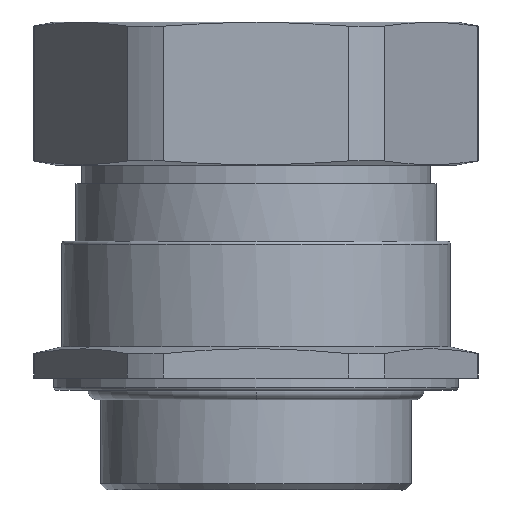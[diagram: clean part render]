
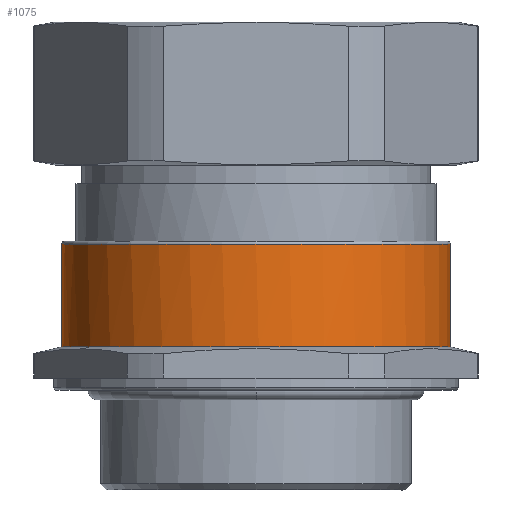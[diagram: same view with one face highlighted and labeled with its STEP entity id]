
A CAD part, left-side view. The second image highlights one B-rep face of the part: STEP entity #1075.
In plain terms, the highlighted cylindrical face has radius 31.25 mm (diameter 62.5 mm), a partial arc.
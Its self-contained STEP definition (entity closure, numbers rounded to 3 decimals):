
#307=AXIS2_PLACEMENT_3D('Circle Axis2P3D',#305,#306,$) ;
#400=AXIS2_PLACEMENT_3D('Circle Axis2P3D',#398,#399,$) ;
#1047=AXIS2_PLACEMENT_3D('Cylinder Axis2P3D',#1044,#1045,#1046) ;
#1065=AXIS2_PLACEMENT_3D('Circle Axis2P3D',#1063,#1064,$) ;
#302=CARTESIAN_POINT('Vertex',(32.5,4.5,22.999)) ;
#305=CARTESIAN_POINT('Axis2P3D Location',(32.5,35.75,22.999)) ;
#309=CARTESIAN_POINT('Vertex',(16.241,62.437,22.999)) ;
#398=CARTESIAN_POINT('Axis2P3D Location',(32.5,35.75,22.999)) ;
#402=CARTESIAN_POINT('Vertex',(32.5,67.,22.999)) ;
#1044=CARTESIAN_POINT('Axis2P3D Location',(32.5,35.75,31.499)) ;
#1049=CARTESIAN_POINT('Line Origine',(32.5,67.,31.499)) ;
#1053=CARTESIAN_POINT('Vertex',(32.5,67.,39.499)) ;
#1056=CARTESIAN_POINT('Line Origine',(32.5,4.5,31.499)) ;
#1060=CARTESIAN_POINT('Vertex',(32.5,4.5,39.499)) ;
#1063=CARTESIAN_POINT('Axis2P3D Location',(32.5,35.75,39.499)) ;
#306=DIRECTION('Axis2P3D Direction',(0.,0.,-1.)) ;
#399=DIRECTION('Axis2P3D Direction',(0.,0.,-1.)) ;
#1045=DIRECTION('Axis2P3D Direction',(0.,0.,1.)) ;
#1046=DIRECTION('Axis2P3D XDirection',(0.,1.,0.)) ;
#1050=DIRECTION('Vector Direction',(0.,0.,1.)) ;
#1057=DIRECTION('Vector Direction',(0.,0.,1.)) ;
#1064=DIRECTION('Axis2P3D Direction',(0.,0.,1.)) ;
#1051=VECTOR('Line Direction',#1050,1.) ;
#1058=VECTOR('Line Direction',#1057,1.) ;
#1069=ORIENTED_EDGE('',*,*,#1055,.T.) ;
#1070=ORIENTED_EDGE('',*,*,#404,.T.) ;
#1071=ORIENTED_EDGE('',*,*,#311,.T.) ;
#1072=ORIENTED_EDGE('',*,*,#1062,.F.) ;
#1073=ORIENTED_EDGE('',*,*,#1067,.F.) ;
#1075=ADVANCED_FACE('Part1.1\\Koerper.2',(#1074),#1048,.T.) ;
#308=CIRCLE('generated circle',#307,31.25) ;
#401=CIRCLE('generated circle',#400,31.25) ;
#1066=CIRCLE('generated circle',#1065,31.25) ;
#1048=CYLINDRICAL_SURFACE('generated cylinder',#1047,31.25) ;
#311=EDGE_CURVE('',#310,#303,#308,.F.) ;
#404=EDGE_CURVE('',#403,#310,#401,.F.) ;
#1055=EDGE_CURVE('',#1054,#403,#1052,.F.) ;
#1062=EDGE_CURVE('',#1061,#303,#1059,.F.) ;
#1067=EDGE_CURVE('',#1054,#1061,#1066,.T.) ;
#1068=EDGE_LOOP('',(#1069,#1070,#1071,#1072,#1073)) ;
#1074=FACE_OUTER_BOUND('',#1068,.T.) ;
#1052=LINE('Line',#1049,#1051) ;
#1059=LINE('Line',#1056,#1058) ;
#303=VERTEX_POINT('',#302) ;
#310=VERTEX_POINT('',#309) ;
#403=VERTEX_POINT('',#402) ;
#1054=VERTEX_POINT('',#1053) ;
#1061=VERTEX_POINT('',#1060) ;
